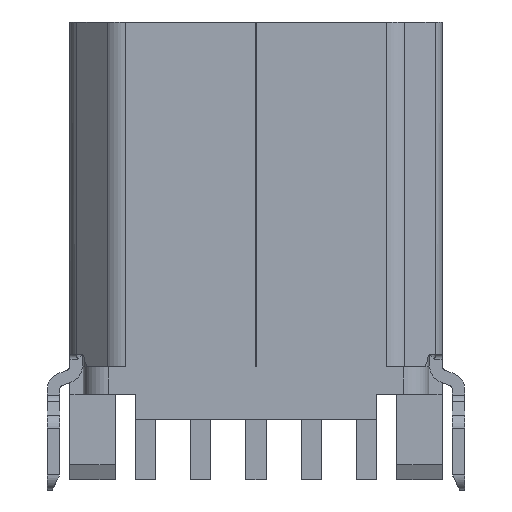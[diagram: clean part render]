
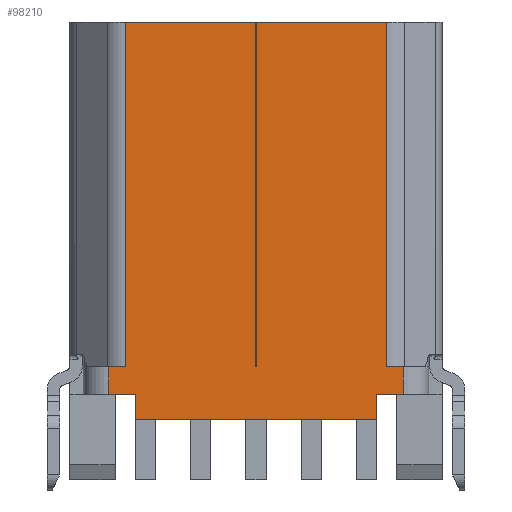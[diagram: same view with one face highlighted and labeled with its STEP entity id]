
A CAD part, front view. The second image highlights one B-rep face of the part: STEP entity #98210.
In plain terms, the highlighted face is planar.
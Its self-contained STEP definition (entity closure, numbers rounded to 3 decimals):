
#7990=CARTESIAN_POINT('',(-2.4,-7.9,0.23));
#8000=VERTEX_POINT('',#7990);
#8030=CARTESIAN_POINT('',(0.,-7.9,0.23));
#8040=DIRECTION('',(-1.,0.,0.));
#8050=VECTOR('',#8040,1.);
#8060=LINE('',#8030,#8050);
#8070=CARTESIAN_POINT('',(2.4,-7.9,0.23));
#8080=VERTEX_POINT('',#8070);
#8090=EDGE_CURVE('',#8080,#8000,#8060,.T.);
#11830=CARTESIAN_POINT('',(-2.4,-7.4,0.23));
#11840=VERTEX_POINT('',#11830);
#11870=CARTESIAN_POINT('',(-2.4,0.,0.23));
#11880=DIRECTION('',(0.,1.,0.));
#11890=VECTOR('',#11880,1.);
#11900=LINE('',#11870,#11890);
#11910=EDGE_CURVE('',#8000,#11840,#11900,.T.);
#89420=CARTESIAN_POINT('',(2.93,-6.85,0.23));
#89430=VERTEX_POINT('',#89420);
#89460=CARTESIAN_POINT('',(0.,-6.85,0.23));
#89470=DIRECTION('',(1.,0.,0.));
#89480=VECTOR('',#89470,1.);
#89490=LINE('',#89460,#89480);
#89500=CARTESIAN_POINT('',(2.594,-6.85,0.23));
#89510=VERTEX_POINT('',#89500);
#89520=EDGE_CURVE('',#89510,#89430,#89490,.T.);
#90080=CARTESIAN_POINT('',(0.005,-6.85,0.23))
;
#90090=VERTEX_POINT('',#90080);
#90120=CARTESIAN_POINT('',(-0.005,-6.85,0.23)
);
#90130=VERTEX_POINT('',#90120);
#90140=EDGE_CURVE('',#90130,#90090,#89490,.T.);
#90700=CARTESIAN_POINT('',(-2.594,-6.85,0.23));
#90710=VERTEX_POINT('',#90700);
#90740=CARTESIAN_POINT('',(-2.93,-6.85,0.23));
#90750=VERTEX_POINT('',#90740);
#90760=EDGE_CURVE('',#90750,#90710,#89490,.T.);
#91640=CARTESIAN_POINT('',(2.93,-7.4,0.23));
#91650=VERTEX_POINT('',#91640);
#91680=CARTESIAN_POINT('',(2.93,0.,0.23));
#91690=DIRECTION('',(0.,-1.,0.));
#91700=VECTOR('',#91690,1.);
#91710=LINE('',#91680,#91700);
#91720=EDGE_CURVE('',#89430,#91650,#91710,.T.);
#97360=CARTESIAN_POINT('',(2.594,-7.35,0.23));
#97370=DIRECTION('',(0.,-0.,1.));
#97380=DIRECTION('',(1.,0.,0.));
#97390=AXIS2_PLACEMENT_3D('',#97360,#97370,#97380);
#97400=PLANE('',#97390);
#97410=CARTESIAN_POINT('',(0.,-7.4,0.23));
#97420=DIRECTION('',(1.,0.,0.));
#97430=VECTOR('',#97420,1.);
#97440=LINE('',#97410,#97430);
#97450=CARTESIAN_POINT('',(2.4,-7.4,0.23));
#97460=VERTEX_POINT('',#97450);
#97470=EDGE_CURVE('',#97460,#91650,#97440,.T.);
#97480=ORIENTED_EDGE('',*,*,#97470,.T.);
#97490=CARTESIAN_POINT('',(2.4,0.,0.23));
#97500=DIRECTION('',(0.,1.,0.));
#97510=VECTOR('',#97500,1.);
#97520=LINE('',#97490,#97510);
#97530=EDGE_CURVE('',#8080,#97460,#97520,.T.);
#97540=ORIENTED_EDGE('',*,*,#97530,.T.);
#97550=ORIENTED_EDGE('',*,*,#8090,.F.);
#97560=ORIENTED_EDGE('',*,*,#11910,.F.);
#97570=CARTESIAN_POINT('',(0.,-7.4,0.23));
#97580=DIRECTION('',(-1.,0.,0.));
#97590=VECTOR('',#97580,1.);
#97600=LINE('',#97570,#97590);
#97610=CARTESIAN_POINT('',(-2.93,-7.4,0.23));
#97620=VERTEX_POINT('',#97610);
#97630=EDGE_CURVE('',#11840,#97620,#97600,.T.);
#97640=ORIENTED_EDGE('',*,*,#97630,.F.);
#97650=CARTESIAN_POINT('',(-2.93,0.,0.23));
#97660=DIRECTION('',(0.,1.,0.));
#97670=VECTOR('',#97660,1.);
#97680=LINE('',#97650,#97670);
#97690=EDGE_CURVE('',#97620,#90750,#97680,.T.);
#97700=ORIENTED_EDGE('',*,*,#97690,.F.);
#97710=ORIENTED_EDGE('',*,*,#90760,.F.);
#97720=CARTESIAN_POINT('',(-2.594,-0.6,
0.23));
#97730=DIRECTION('',(0.,-1.,0.));
#97740=VECTOR('',#97730,1.3);
#97750=LINE('',#97720,#97740);
#97760=CARTESIAN_POINT('',(-2.594,0.,
0.23));
#97770=VERTEX_POINT('',#97760);
#97780=EDGE_CURVE('',#97770,#90710,#97750,.T.);
#97790=ORIENTED_EDGE('',*,*,#97780,.T.);
#97800=CARTESIAN_POINT('',(-0.005,0.,
0.23));
#97810=DIRECTION('',(-1.,0.,0.));
#97820=VECTOR('',#97810,1.);
#97830=LINE('',#97800,#97820);
#97840=CARTESIAN_POINT('',(-0.005,0.,
0.23));
#97850=VERTEX_POINT('',#97840);
#97860=EDGE_CURVE('',#97850,#97770,#97830,.T.);
#97870=ORIENTED_EDGE('',*,*,#97860,.T.);
#97880=CARTESIAN_POINT('',(-0.005,-0.8,0.23))
;
#97890=DIRECTION('',(0.,1.,0.));
#97900=VECTOR('',#97890,1.);
#97910=LINE('',#97880,#97900);
#97920=EDGE_CURVE('',#90130,#97850,#97910,.T.);
#97930=ORIENTED_EDGE('',*,*,#97920,.T.);
#97940=ORIENTED_EDGE('',*,*,#90140,.F.);
#97950=CARTESIAN_POINT('',(0.005,-0.8,
0.23));
#97960=DIRECTION('',(0.,1.,0.));
#97970=VECTOR('',#97960,1.);
#97980=LINE('',#97950,#97970);
#97990=CARTESIAN_POINT('',(0.005,0.,
0.23));
#98000=VERTEX_POINT('',#97990);
#98010=EDGE_CURVE('',#90090,#98000,#97980,.T.);
#98020=ORIENTED_EDGE('',*,*,#98010,.F.);
#98030=CARTESIAN_POINT('',(0.,0.,0.23));
#98040=DIRECTION('',(-1.,0.,0.));
#98050=VECTOR('',#98040,1.);
#98060=LINE('',#98030,#98050);
#98070=CARTESIAN_POINT('',(2.594,0.,
0.23));
#98080=VERTEX_POINT('',#98070);
#98090=EDGE_CURVE('',#98080,#98000,#98060,.T.);
#98100=ORIENTED_EDGE('',*,*,#98090,.T.);
#98110=CARTESIAN_POINT('',(2.594,-0.6,
0.23));
#98120=DIRECTION('',(0.,-1.,0.));
#98130=VECTOR('',#98120,1.3);
#98140=LINE('',#98110,#98130);
#98150=EDGE_CURVE('',#98080,#89510,#98140,.T.);
#98160=ORIENTED_EDGE('',*,*,#98150,.F.);
#98170=ORIENTED_EDGE('',*,*,#89520,.F.);
#98180=ORIENTED_EDGE('',*,*,#91720,.F.);
#98190=EDGE_LOOP('',(#98180,#98170,#98160,#98100,#98020,#97940,#97930,
#97870,#97790,#97710,#97700,#97640,#97560,#97550,#97540,#97480));
#98200=FACE_OUTER_BOUND('',#98190,.T.);
#98210=ADVANCED_FACE('',(#98200),#97400,.T.);
